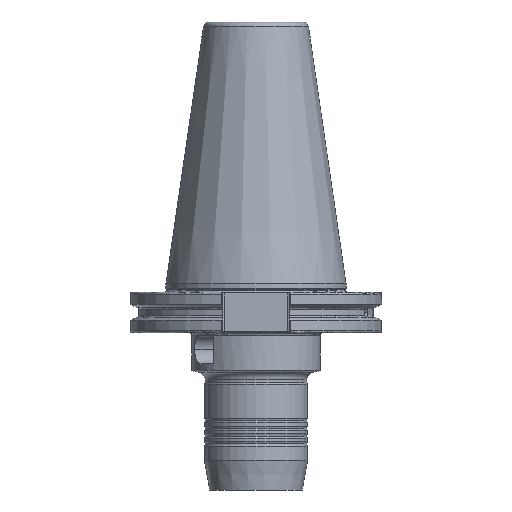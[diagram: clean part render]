
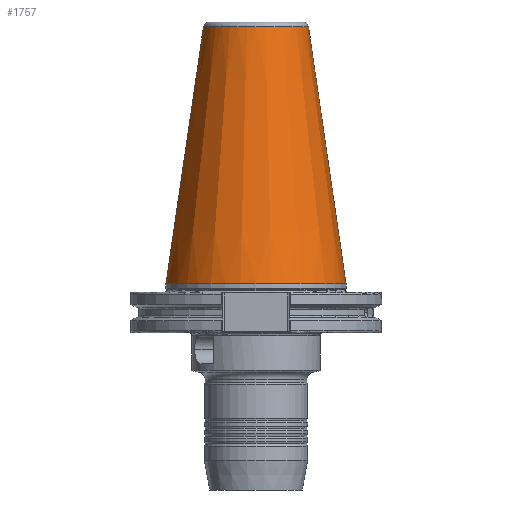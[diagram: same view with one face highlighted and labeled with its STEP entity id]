
A CAD part, front view. The second image highlights one B-rep face of the part: STEP entity #1757.
In plain terms, the highlighted conical face has half-angle 8.297 degrees and reference radius 20.108 mm.
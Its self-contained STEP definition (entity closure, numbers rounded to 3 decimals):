
#72 = CARTESIAN_POINT ( 'NONE',  ( 0., 0., 101.6 ) ) ;
#84 = VERTEX_POINT ( 'NONE', #1785 ) ;
#104 = EDGE_CURVE ( 'NONE', #2470, #2504, #8535, .T. ) ;
#175 = DIRECTION ( 'NONE',  ( 1., 0., 0. ) ) ;
#513 = EDGE_LOOP ( 'NONE', ( #5089, #551, #1979, #8458 ) ) ;
#551 = ORIENTED_EDGE ( 'NONE', *, *, #1775, .T. ) ;
#1637 = CARTESIAN_POINT ( 'NONE',  ( -34.925, 0., 0. ) ) ;
#1757 = ADVANCED_FACE ( 'NONE', ( #2168 ), #5052, .T. ) ;
#1775 = EDGE_CURVE ( 'NONE', #8208, #2470, #8609, .T. ) ;
#1785 = CARTESIAN_POINT ( 'NONE',  ( 34.925, 0., 0. ) ) ;
#1819 = AXIS2_PLACEMENT_3D ( 'NONE', #72, #2854, #5675 ) ;
#1979 = ORIENTED_EDGE ( 'NONE', *, *, #104, .T. ) ;
#2109 = CARTESIAN_POINT ( 'NONE',  ( 20.389, 0., 99.675 ) ) ;
#2168 = FACE_OUTER_BOUND ( 'NONE', #513, .T. ) ;
#2277 = AXIS2_PLACEMENT_3D ( 'NONE', #8365, #4302, #175 ) ;
#2470 = VERTEX_POINT ( 'NONE', #7506 ) ;
#2504 = VERTEX_POINT ( 'NONE', #1637 ) ;
#2788 = DIRECTION ( 'NONE',  ( 0.144, 0., -0.99 ) ) ;
#2854 = DIRECTION ( 'NONE',  ( 0., 0., -1. ) ) ;
#3671 = EDGE_CURVE ( 'NONE', #8208, #84, #6422, .T. ) ;
#3907 = CARTESIAN_POINT ( 'NONE',  ( -20.108, 0., 101.6 ) ) ;
#4040 = CARTESIAN_POINT ( 'NONE',  ( 0., 0., 0. ) ) ;
#4077 = AXIS2_PLACEMENT_3D ( 'NONE', #4040, #8762, #4733 ) ;
#4302 = DIRECTION ( 'NONE',  ( 0., 0., -1. ) ) ;
#4565 = VECTOR ( 'NONE', #2788, 1000. ) ;
#4631 = DIRECTION ( 'NONE',  ( -0.144, 0., -0.99 ) ) ;
#4733 = DIRECTION ( 'NONE',  ( -1., 0., 0. ) ) ;
#5052 = CONICAL_SURFACE ( 'NONE', #1819, 20.108, 0.145 ) ;
#5089 = ORIENTED_EDGE ( 'NONE', *, *, #3671, .F. ) ;
#5675 = DIRECTION ( 'NONE',  ( -1., 0., 0. ) ) ;
#5887 = EDGE_CURVE ( 'NONE', #84, #2504, #7414, .T. ) ;
#6422 = LINE ( 'NONE', #6589, #4565 ) ;
#6589 = CARTESIAN_POINT ( 'NONE',  ( 20.108, 0., 101.6 ) ) ;
#6775 = VECTOR ( 'NONE', #4631, 1000. ) ;
#7414 = CIRCLE ( 'NONE', #4077, 34.925 ) ;
#7506 = CARTESIAN_POINT ( 'NONE',  ( -20.389, 0., 99.675 ) ) ;
#8208 = VERTEX_POINT ( 'NONE', #2109 ) ;
#8365 = CARTESIAN_POINT ( 'NONE',  ( 0., 0., 99.675 ) ) ;
#8458 = ORIENTED_EDGE ( 'NONE', *, *, #5887, .F. ) ;
#8535 = LINE ( 'NONE', #3907, #6775 ) ;
#8609 = CIRCLE ( 'NONE', #2277, 20.389 ) ;
#8762 = DIRECTION ( 'NONE',  ( 0., 0., -1. ) ) ;
